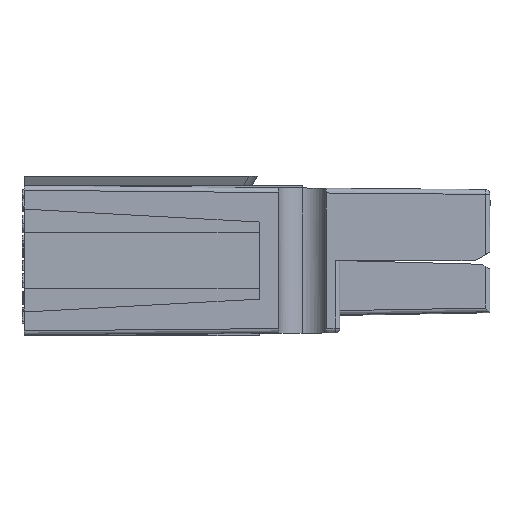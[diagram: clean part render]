
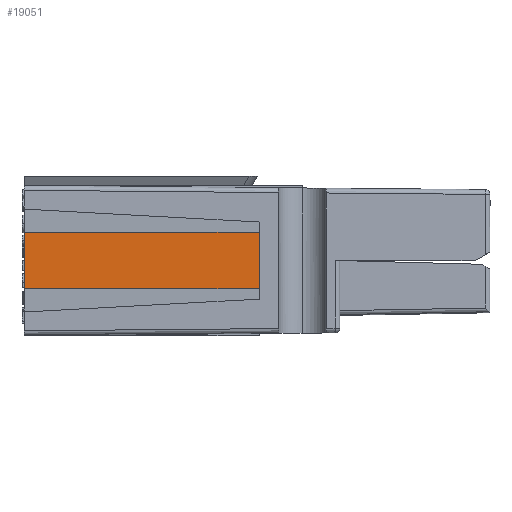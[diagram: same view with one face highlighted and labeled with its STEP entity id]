
A CAD part, left-side view. The second image highlights one B-rep face of the part: STEP entity #19051.
In plain terms, the highlighted planar face has unit normal (-1, 0, 0).
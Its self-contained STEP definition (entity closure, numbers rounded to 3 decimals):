
#123 = PLANE('',#124);
#124 = AXIS2_PLACEMENT_3D('',#125,#126,#127);
#125 = CARTESIAN_POINT('',(3.962,12.015,-15.977));
#126 = DIRECTION('',(0.,1.,0.));
#127 = DIRECTION('',(-1.,0.,0.));
#10642 = PLANE('',#10643);
#10643 = AXIS2_PLACEMENT_3D('',#10644,#10645,#10646);
#10644 = CARTESIAN_POINT('',(-3.327,-0.38,-13.869));
#10645 = DIRECTION('',(-0.5,0.,-0.866));
#10646 = DIRECTION('',(0.,-1.,0.));
#10682 = VERTEX_POINT('',#10683);
#10683 = CARTESIAN_POINT('',(-3.327,-0.38,-10.161));
#10690 = PLANE('',#10691);
#10691 = AXIS2_PLACEMENT_3D('',#10692,#10693,#10694);
#10692 = CARTESIAN_POINT('',(-4.379,-0.38,
    -10.768));
#10693 = DIRECTION('',(0.,1.,0.));
#10694 = DIRECTION('',(-1.,0.,0.));
#10702 = PLANE('',#10703);
#10703 = AXIS2_PLACEMENT_3D('',#10704,#10705,#10706);
#10704 = CARTESIAN_POINT('',(-4.379,-0.38,
    -10.768));
#10705 = DIRECTION('',(-0.5,0.,0.866));
#10706 = DIRECTION('',(0.,-1.,0.));
#10714 = EDGE_CURVE('',#10682,#10715,#10717,.T.);
#10715 = VERTEX_POINT('',#10716);
#10716 = CARTESIAN_POINT('',(-3.327,-0.38,-13.869));
#10717 = SURFACE_CURVE('',#10718,(#10722,#10729),.PCURVE_S1.);
#10718 = LINE('',#10719,#10720);
#10719 = CARTESIAN_POINT('',(-3.327,-0.38,-10.161));
#10720 = VECTOR('',#10721,1.);
#10721 = DIRECTION('',(0.,0.,-1.));
#10722 = PCURVE('',#10690,#10723);
#10723 = DEFINITIONAL_REPRESENTATION('',(#10724),#10728);
#10724 = LINE('',#10725,#10726);
#10725 = CARTESIAN_POINT('',(-1.052,0.607));
#10726 = VECTOR('',#10727,1.);
#10727 = DIRECTION('',(0.,-1.));
#10728 = ( GEOMETRIC_REPRESENTATION_CONTEXT(2) 
PARAMETRIC_REPRESENTATION_CONTEXT() REPRESENTATION_CONTEXT('2D SPACE',''
  ) );
#10729 = PCURVE('',#10730,#10735);
#10730 = PLANE('',#10731);
#10731 = AXIS2_PLACEMENT_3D('',#10732,#10733,#10734);
#10732 = CARTESIAN_POINT('',(-3.327,-0.38,-10.161));
#10733 = DIRECTION('',(1.,0.,0.));
#10734 = DIRECTION('',(0.,1.,0.));
#10735 = DEFINITIONAL_REPRESENTATION('',(#10736),#10740);
#10736 = LINE('',#10737,#10738);
#10737 = CARTESIAN_POINT('',(0.,0.));
#10738 = VECTOR('',#10739,1.);
#10739 = DIRECTION('',(0.,-1.));
#10740 = ( GEOMETRIC_REPRESENTATION_CONTEXT(2) 
PARAMETRIC_REPRESENTATION_CONTEXT() REPRESENTATION_CONTEXT('2D SPACE',''
  ) );
#19007 = VERTEX_POINT('',#19008);
#19008 = CARTESIAN_POINT('',(-3.327,12.015,-10.161));
#19029 = EDGE_CURVE('',#10682,#19007,#19030,.T.);
#19030 = SURFACE_CURVE('',#19031,(#19035,#19042),.PCURVE_S1.);
#19031 = LINE('',#19032,#19033);
#19032 = CARTESIAN_POINT('',(-3.327,-0.38,-10.161));
#19033 = VECTOR('',#19034,1.);
#19034 = DIRECTION('',(0.,1.,0.));
#19035 = PCURVE('',#10702,#19036);
#19036 = DEFINITIONAL_REPRESENTATION('',(#19037),#19041);
#19037 = LINE('',#19038,#19039);
#19038 = CARTESIAN_POINT('',(0.,1.215));
#19039 = VECTOR('',#19040,1.);
#19040 = DIRECTION('',(-1.,0.));
#19041 = ( GEOMETRIC_REPRESENTATION_CONTEXT(2) 
PARAMETRIC_REPRESENTATION_CONTEXT() REPRESENTATION_CONTEXT('2D SPACE',''
  ) );
#19042 = PCURVE('',#10730,#19043);
#19043 = DEFINITIONAL_REPRESENTATION('',(#19044),#19048);
#19044 = LINE('',#19045,#19046);
#19045 = CARTESIAN_POINT('',(0.,0.));
#19046 = VECTOR('',#19047,1.);
#19047 = DIRECTION('',(1.,0.));
#19048 = ( GEOMETRIC_REPRESENTATION_CONTEXT(2) 
PARAMETRIC_REPRESENTATION_CONTEXT() REPRESENTATION_CONTEXT('2D SPACE',''
  ) );
#19051 = ADVANCED_FACE('',(#19052),#10730,.F.);
#19052 = FACE_BOUND('',#19053,.T.);
#19053 = EDGE_LOOP('',(#19054,#19077,#19098,#19099));
#19054 = ORIENTED_EDGE('',*,*,#19055,.T.);
#19055 = EDGE_CURVE('',#19007,#19056,#19058,.T.);
#19056 = VERTEX_POINT('',#19057);
#19057 = CARTESIAN_POINT('',(-3.327,12.015,-13.869));
#19058 = SURFACE_CURVE('',#19059,(#19063,#19070),.PCURVE_S1.);
#19059 = LINE('',#19060,#19061);
#19060 = CARTESIAN_POINT('',(-3.327,12.015,-10.161));
#19061 = VECTOR('',#19062,1.);
#19062 = DIRECTION('',(0.,0.,-1.));
#19063 = PCURVE('',#10730,#19064);
#19064 = DEFINITIONAL_REPRESENTATION('',(#19065),#19069);
#19065 = LINE('',#19066,#19067);
#19066 = CARTESIAN_POINT('',(12.395,0.));
#19067 = VECTOR('',#19068,1.);
#19068 = DIRECTION('',(0.,-1.));
#19069 = ( GEOMETRIC_REPRESENTATION_CONTEXT(2) 
PARAMETRIC_REPRESENTATION_CONTEXT() REPRESENTATION_CONTEXT('2D SPACE',''
  ) );
#19070 = PCURVE('',#123,#19071);
#19071 = DEFINITIONAL_REPRESENTATION('',(#19072),#19076);
#19072 = LINE('',#19073,#19074);
#19073 = CARTESIAN_POINT('',(7.29,5.817));
#19074 = VECTOR('',#19075,1.);
#19075 = DIRECTION('',(0.,-1.));
#19076 = ( GEOMETRIC_REPRESENTATION_CONTEXT(2) 
PARAMETRIC_REPRESENTATION_CONTEXT() REPRESENTATION_CONTEXT('2D SPACE',''
  ) );
#19077 = ORIENTED_EDGE('',*,*,#19078,.F.);
#19078 = EDGE_CURVE('',#10715,#19056,#19079,.T.);
#19079 = SURFACE_CURVE('',#19080,(#19084,#19091),.PCURVE_S1.);
#19080 = LINE('',#19081,#19082);
#19081 = CARTESIAN_POINT('',(-3.327,-0.38,-13.869));
#19082 = VECTOR('',#19083,1.);
#19083 = DIRECTION('',(0.,1.,0.));
#19084 = PCURVE('',#10730,#19085);
#19085 = DEFINITIONAL_REPRESENTATION('',(#19086),#19090);
#19086 = LINE('',#19087,#19088);
#19087 = CARTESIAN_POINT('',(0.,-3.708));
#19088 = VECTOR('',#19089,1.);
#19089 = DIRECTION('',(1.,0.));
#19090 = ( GEOMETRIC_REPRESENTATION_CONTEXT(2) 
PARAMETRIC_REPRESENTATION_CONTEXT() REPRESENTATION_CONTEXT('2D SPACE',''
  ) );
#19091 = PCURVE('',#10642,#19092);
#19092 = DEFINITIONAL_REPRESENTATION('',(#19093),#19097);
#19093 = LINE('',#19094,#19095);
#19094 = CARTESIAN_POINT('',(0.,0.));
#19095 = VECTOR('',#19096,1.);
#19096 = DIRECTION('',(-1.,0.));
#19097 = ( GEOMETRIC_REPRESENTATION_CONTEXT(2) 
PARAMETRIC_REPRESENTATION_CONTEXT() REPRESENTATION_CONTEXT('2D SPACE',''
  ) );
#19098 = ORIENTED_EDGE('',*,*,#10714,.F.);
#19099 = ORIENTED_EDGE('',*,*,#19029,.T.);
